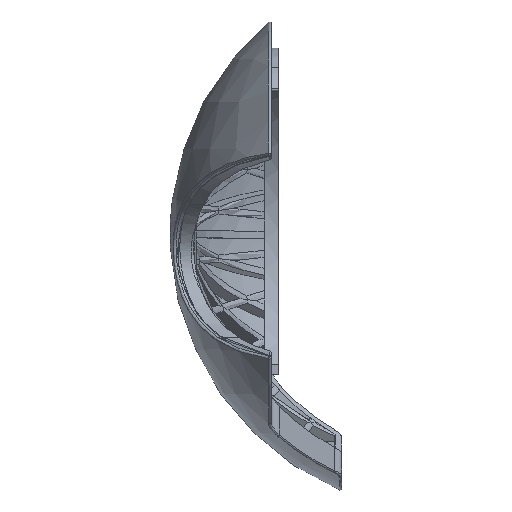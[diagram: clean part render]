
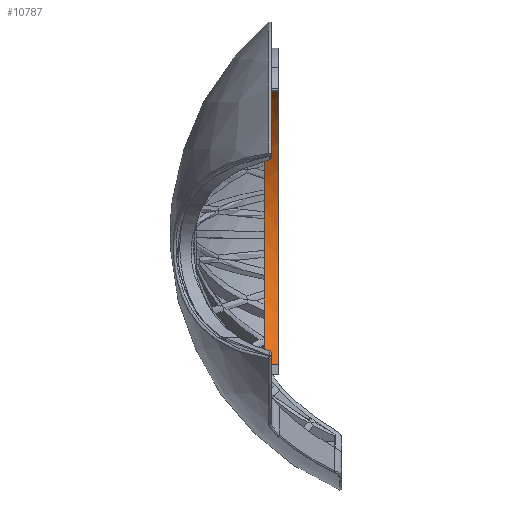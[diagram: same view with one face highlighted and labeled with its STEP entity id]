
A CAD part, top view. The second image highlights one B-rep face of the part: STEP entity #10787.
In plain terms, the highlighted cylindrical face has radius 50.964 mm (diameter 101.927 mm), a partial arc.
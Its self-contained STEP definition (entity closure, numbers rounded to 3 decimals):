
#365=CYLINDRICAL_SURFACE('',#11660,50.964);
#662=FACE_OUTER_BOUND('',#1389,.T.);
#1389=EDGE_LOOP('',(#7215,#7216,#7217,#7218,#7219,#7220,#7221,#7222));
#2080=LINE('',#19332,#2609);
#2081=LINE('',#19336,#2610);
#2082=LINE('',#19340,#2611);
#2083=LINE('',#19343,#2612);
#2609=VECTOR('',#13680,1000.);
#2610=VECTOR('',#13683,1000.);
#2611=VECTOR('',#13686,1000.);
#2612=VECTOR('',#13689,1000.);
#3223=CIRCLE('',#11661,50.964);
#3224=CIRCLE('',#11662,50.964);
#3225=CIRCLE('',#11663,50.964);
#3226=CIRCLE('',#11664,50.964);
#4287=VERTEX_POINT('',#19328);
#4288=VERTEX_POINT('',#19329);
#4289=VERTEX_POINT('',#19331);
#4290=VERTEX_POINT('',#19333);
#4291=VERTEX_POINT('',#19335);
#4292=VERTEX_POINT('',#19337);
#4293=VERTEX_POINT('',#19339);
#4294=VERTEX_POINT('',#19341);
#5376=EDGE_CURVE('',#4287,#4288,#3223,.T.);
#5377=EDGE_CURVE('',#4289,#4287,#2080,.T.);
#5378=EDGE_CURVE('',#4289,#4290,#3224,.T.);
#5379=EDGE_CURVE('',#4290,#4291,#2081,.T.);
#5380=EDGE_CURVE('',#4292,#4291,#3225,.T.);
#5381=EDGE_CURVE('',#4293,#4292,#2082,.T.);
#5382=EDGE_CURVE('',#4293,#4294,#3226,.T.);
#5383=EDGE_CURVE('',#4288,#4294,#2083,.T.);
#7215=ORIENTED_EDGE('',*,*,#5376,.F.);
#7216=ORIENTED_EDGE('',*,*,#5377,.F.);
#7217=ORIENTED_EDGE('',*,*,#5378,.T.);
#7218=ORIENTED_EDGE('',*,*,#5379,.T.);
#7219=ORIENTED_EDGE('',*,*,#5380,.F.);
#7220=ORIENTED_EDGE('',*,*,#5381,.F.);
#7221=ORIENTED_EDGE('',*,*,#5382,.T.);
#7222=ORIENTED_EDGE('',*,*,#5383,.F.);
#10787=ADVANCED_FACE('',(#662),#365,.F.);
#11660=AXIS2_PLACEMENT_3D('',#19327,#13676,#13677);
#11661=AXIS2_PLACEMENT_3D('',#19330,#13678,#13679);
#11662=AXIS2_PLACEMENT_3D('',#19334,#13681,#13682);
#11663=AXIS2_PLACEMENT_3D('',#19338,#13684,#13685);
#11664=AXIS2_PLACEMENT_3D('',#19342,#13687,#13688);
#13676=DIRECTION('center_axis',(1.,0.,0.));
#13677=DIRECTION('ref_axis',(0.,0.,-1.));
#13678=DIRECTION('center_axis',(1.,0.,0.));
#13679=DIRECTION('ref_axis',(0.,0.,-1.));
#13680=DIRECTION('',(-1.,0.,0.));
#13681=DIRECTION('center_axis',(1.,0.,0.));
#13682=DIRECTION('ref_axis',(0.,0.,-1.));
#13683=DIRECTION('',(1.,0.,0.));
#13684=DIRECTION('center_axis',(-1.,0.,0.));
#13685=DIRECTION('ref_axis',(0.,0.,-1.));
#13686=DIRECTION('',(1.,0.,0.));
#13687=DIRECTION('center_axis',(1.,0.,0.));
#13688=DIRECTION('ref_axis',(0.,0.,-1.));
#13689=DIRECTION('',(1.,0.,0.));
#19327=CARTESIAN_POINT('Origin',(-52.2,0.,0.));
#19328=CARTESIAN_POINT('',(-52.2,-33.78,38.16));
#19329=CARTESIAN_POINT('',(-52.2,21.515,46.2));
#19330=CARTESIAN_POINT('Origin',(-52.2,0.,0.));
#19331=CARTESIAN_POINT('',(-50.2,-33.78,38.16));
#19332=CARTESIAN_POINT('',(-52.2,-33.78,38.16));
#19333=CARTESIAN_POINT('',(-50.2,-37.045,-35.));
#19334=CARTESIAN_POINT('Origin',(-50.2,0.,0.));
#19335=CARTESIAN_POINT('',(-48.2,-37.045,-35.));
#19336=CARTESIAN_POINT('',(-48.2,-37.045,-35.));
#19337=CARTESIAN_POINT('',(-48.2,40.762,30.59));
#19338=CARTESIAN_POINT('Origin',(-48.2,0.,0.));
#19339=CARTESIAN_POINT('',(-50.2,40.762,30.59));
#19340=CARTESIAN_POINT('',(-52.2,40.762,30.59));
#19341=CARTESIAN_POINT('',(-50.2,21.515,46.2));
#19342=CARTESIAN_POINT('Origin',(-50.2,0.,0.));
#19343=CARTESIAN_POINT('',(-51.2,21.515,46.2));
